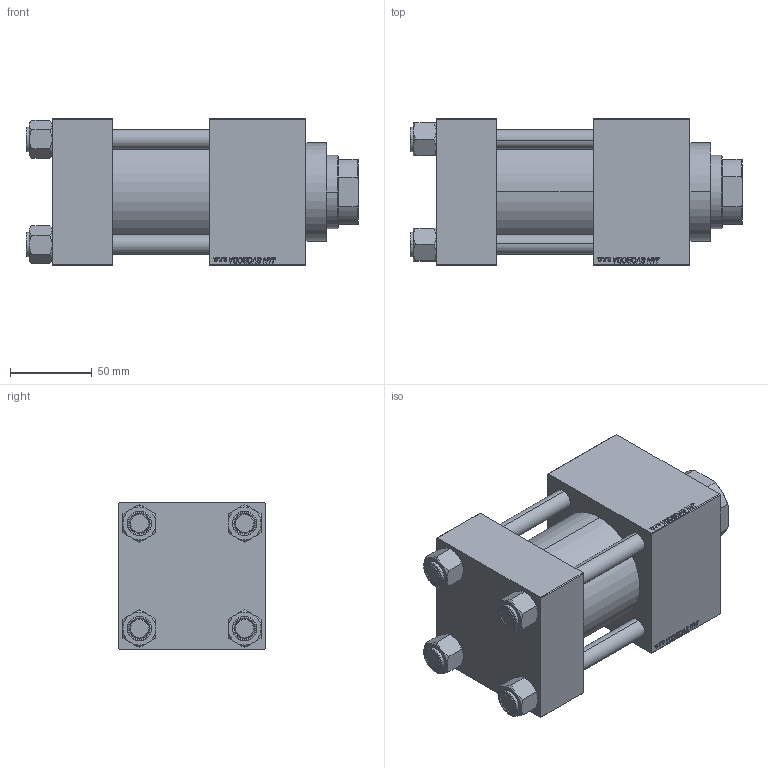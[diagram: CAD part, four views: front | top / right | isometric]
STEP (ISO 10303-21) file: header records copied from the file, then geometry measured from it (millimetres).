
FILE_DESCRIPTION (( 'STEP AP203' ), '1' );
FILE_NAME ('bad0.STEP', '2022-04-15T14:07:50', ( '' ), ( '' ), 'SwSTEP 2.0', 'SolidWorks 2019', '' );
FILE_SCHEMA (( 'CONFIG_CONTROL_DESIGN' ));
Length unit declared in the file: millimetre
Products named in the file (6): NUT_M5_C c74ec25f23030c9bdbe6bc5b58f0af14; V215CR_C_TYCINKA c74ec25f23030c9bdbe6bc5b58f0af14; V215CR_C_Body c74ec25f23030c9bdbe6bc5b58f0af14; bad0; V215CR_VCP_C c74ec25f23030c9bdbe6bc5b58f0af14; V215_VC_A c74ec25f23030c9bdbe6bc5b58f0af14
Assembly tree (11 placements, depth 2):
  bad0
    V215CR_C_Body c74ec25f23030c9bdbe6bc5b58f0af14
    V215CR_VCP_C c74ec25f23030c9bdbe6bc5b58f0af14
    NUT_M5_C c74ec25f23030c9bdbe6bc5b58f0af14  x4
    V215CR_C_TYCINKA c74ec25f23030c9bdbe6bc5b58f0af14  x4
    V215_VC_A c74ec25f23030c9bdbe6bc5b58f0af14
Bounding box: 203 x 90 x 90 mm (x, y, z)
Volume: 997665.5 mm3; surface area: 190218.2 mm2
Topology: 11 solids, 11 shells, 1152 faces, 2884 edges, 1869 vertices
Faces by surface type: plane 527, bspline 392, cone 136, cylinder 89, torus 8
Entity records: 50321 total; most frequent: CARTESIAN_POINT 27127, ORIENTED_EDGE 5260, DIRECTION 3324, EDGE_CURVE 2630, VERTEX_POINT 1725, LINE 1594, VECTOR 1594, EDGE_LOOP 1159
